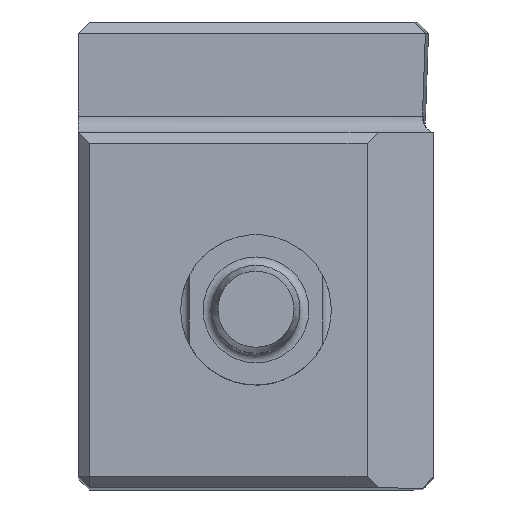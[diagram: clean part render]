
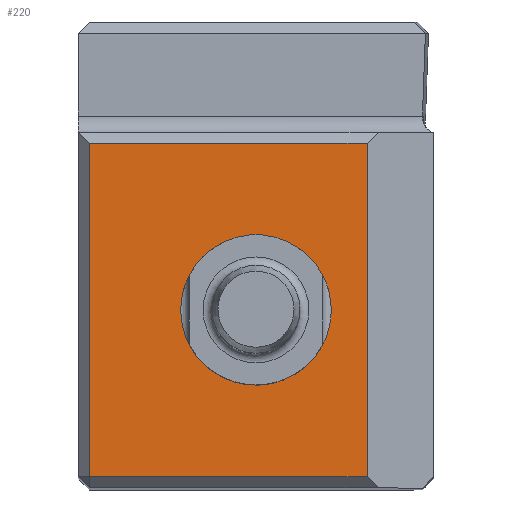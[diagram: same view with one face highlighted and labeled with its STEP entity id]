
A CAD part, top view. The second image highlights one B-rep face of the part: STEP entity #220.
In plain terms, the highlighted planar face has unit normal (0, 0, 1).
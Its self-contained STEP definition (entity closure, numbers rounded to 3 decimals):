
#170=PLANE('',#1210);
#220=ADVANCED_FACE('',(#505,#506),#170,.T.);
#317=LINE('',#1759,#426);
#318=LINE('',#1762,#427);
#319=LINE('',#1764,#428);
#320=LINE('',#1766,#429);
#426=VECTOR('',#1375,1.);
#427=VECTOR('',#1376,1.);
#428=VECTOR('',#1377,1.);
#429=VECTOR('',#1378,1.);
#505=FACE_BOUND('',#543,.T.);
#506=FACE_BOUND('',#544,.T.);
#543=EDGE_LOOP('',(#667));
#544=EDGE_LOOP('',(#668,#669,#670,#671));
#667=ORIENTED_EDGE('',*,*,#960,.F.);
#668=ORIENTED_EDGE('',*,*,#1011,.T.);
#669=ORIENTED_EDGE('',*,*,#1012,.T.);
#670=ORIENTED_EDGE('',*,*,#1013,.T.);
#671=ORIENTED_EDGE('',*,*,#1014,.T.);
#867=VERTEX_POINT('',#1580);
#907=VERTEX_POINT('',#1760);
#908=VERTEX_POINT('',#1761);
#909=VERTEX_POINT('',#1763);
#910=VERTEX_POINT('',#1765);
#960=EDGE_CURVE('',#867,#867,#1097,.T.);
#1011=EDGE_CURVE('',#907,#908,#317,.T.);
#1012=EDGE_CURVE('',#908,#909,#318,.T.);
#1013=EDGE_CURVE('',#909,#910,#319,.T.);
#1014=EDGE_CURVE('',#910,#907,#320,.T.);
#1097=CIRCLE('',#1184,3.375);
#1184=AXIS2_PLACEMENT_3D('',#1579,#1283,#1284);
#1210=AXIS2_PLACEMENT_3D('',#1767,#1379,#1380);
#1283=DIRECTION('',(0.,0.,1.));
#1284=DIRECTION('',(1.,0.,0.));
#1375=DIRECTION('',(1.,0.,0.));
#1376=DIRECTION('',(0.,1.,0.));
#1377=DIRECTION('',(-1.,0.,0.));
#1378=DIRECTION('',(0.,-1.,0.));
#1379=DIRECTION('',(0.,0.,1.));
#1380=DIRECTION('',(-1.,0.,0.));
#1579=CARTESIAN_POINT('',(-7.988,7.988,0.));
#1580=CARTESIAN_POINT('',(-4.613,7.988,0.));
#1759=CARTESIAN_POINT('',(-15.975,0.5,0.));
#1760=CARTESIAN_POINT('',(-15.475,0.5,0.));
#1761=CARTESIAN_POINT('',(-3.,0.5,0.));
#1762=CARTESIAN_POINT('',(-3.,21.,0.));
#1763=CARTESIAN_POINT('',(-3.,15.475,0.));
#1764=CARTESIAN_POINT('',(0.,15.475,0.));
#1765=CARTESIAN_POINT('',(-15.475,15.475,0.));
#1766=CARTESIAN_POINT('',(-15.475,21.,0.));
#1767=CARTESIAN_POINT('',(-15.975,21.,0.));
